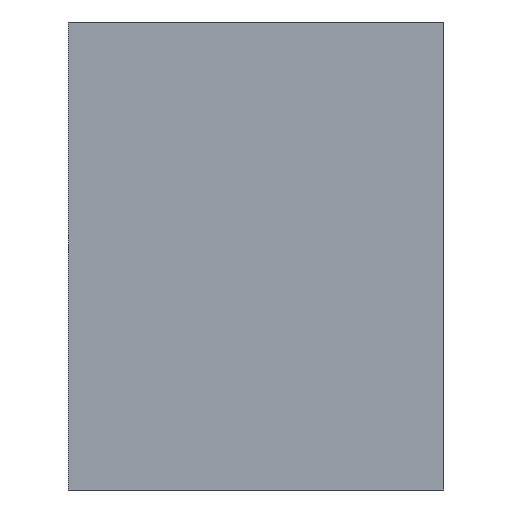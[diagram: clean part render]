
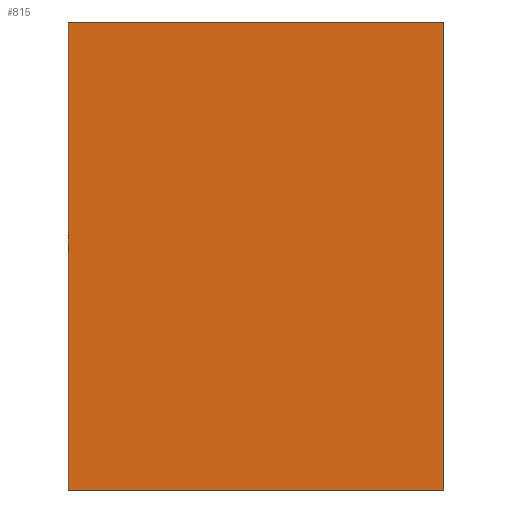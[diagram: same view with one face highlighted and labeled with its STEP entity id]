
A CAD part, front view. The second image highlights one B-rep face of the part: STEP entity #815.
In plain terms, the highlighted planar face has unit normal (0, -1, 0).
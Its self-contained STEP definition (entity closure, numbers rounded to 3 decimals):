
#9 = CARTESIAN_POINT ( 'NONE',  ( -40.123, -20.76, 90. ) ) ;
#45 = DIRECTION ( 'NONE',  ( 0., -1., 0. ) ) ;
#67 = LINE ( 'NONE', #731, #974 ) ;
#89 = AXIS2_PLACEMENT_3D ( 'NONE', #898, #45, #564 ) ;
#121 = LINE ( 'NONE', #193, #510 ) ;
#123 = VERTEX_POINT ( 'NONE', #1016 ) ;
#161 = EDGE_CURVE ( 'NONE', #827, #735, #121, .T. ) ;
#193 = CARTESIAN_POINT ( 'NONE',  ( 40.123, -20.76, -10. ) ) ;
#200 = PLANE ( 'NONE',  #89 ) ;
#241 = DIRECTION ( 'NONE',  ( 1., 0., 0. ) ) ;
#246 = VECTOR ( 'NONE', #267, 1000. ) ;
#267 = DIRECTION ( 'NONE',  ( 1., 0., 0. ) ) ;
#314 = CARTESIAN_POINT ( 'NONE',  ( 40.123, -20.76, 90. ) ) ;
#325 = EDGE_CURVE ( 'NONE', #123, #677, #67, .T. ) ;
#328 = DIRECTION ( 'NONE',  ( 0., 0., 1. ) ) ;
#509 = CARTESIAN_POINT ( 'NONE',  ( 0., -20.76, 90. ) ) ;
#510 = VECTOR ( 'NONE', #887, 1000. ) ;
#519 = CARTESIAN_POINT ( 'NONE',  ( 0., -20.76, -10. ) ) ;
#553 = ORIENTED_EDGE ( 'NONE', *, *, #325, .F. ) ;
#563 = EDGE_LOOP ( 'NONE', ( #553, #999, #977, #849 ) ) ;
#564 = DIRECTION ( 'NONE',  ( 1., 0., 0. ) ) ;
#677 = VERTEX_POINT ( 'NONE', #9 ) ;
#731 = CARTESIAN_POINT ( 'NONE',  ( -40.123, -20.76, -10. ) ) ;
#735 = VERTEX_POINT ( 'NONE', #314 ) ;
#815 = ADVANCED_FACE ( 'NONE', ( #824 ), #200, .T. ) ;
#824 = FACE_OUTER_BOUND ( 'NONE', #563, .T. ) ;
#827 = VERTEX_POINT ( 'NONE', #911 ) ;
#849 = ORIENTED_EDGE ( 'NONE', *, *, #929, .F. ) ;
#887 = DIRECTION ( 'NONE',  ( 0., 0., 1. ) ) ;
#898 = CARTESIAN_POINT ( 'NONE',  ( 0., -20.76, -10. ) ) ;
#911 = CARTESIAN_POINT ( 'NONE',  ( 40.123, -20.76, -10. ) ) ;
#929 = EDGE_CURVE ( 'NONE', #677, #735, #1092, .T. ) ;
#974 = VECTOR ( 'NONE', #328, 1000. ) ;
#977 = ORIENTED_EDGE ( 'NONE', *, *, #161, .T. ) ;
#988 = VECTOR ( 'NONE', #241, 1000. ) ;
#999 = ORIENTED_EDGE ( 'NONE', *, *, #1066, .T. ) ;
#1016 = CARTESIAN_POINT ( 'NONE',  ( -40.123, -20.76, -10. ) ) ;
#1038 = LINE ( 'NONE', #519, #246 ) ;
#1066 = EDGE_CURVE ( 'NONE', #123, #827, #1038, .T. ) ;
#1092 = LINE ( 'NONE', #509, #988 ) ;
